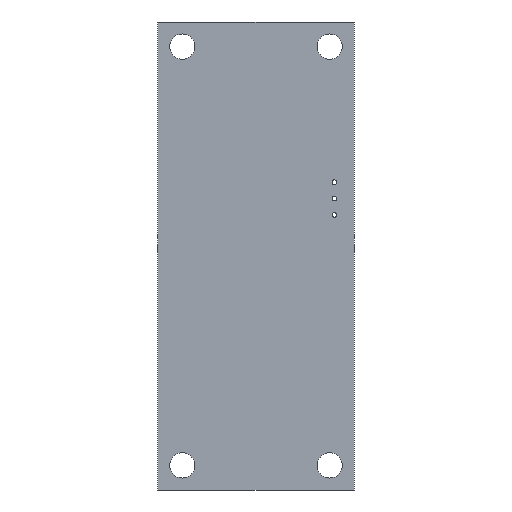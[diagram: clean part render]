
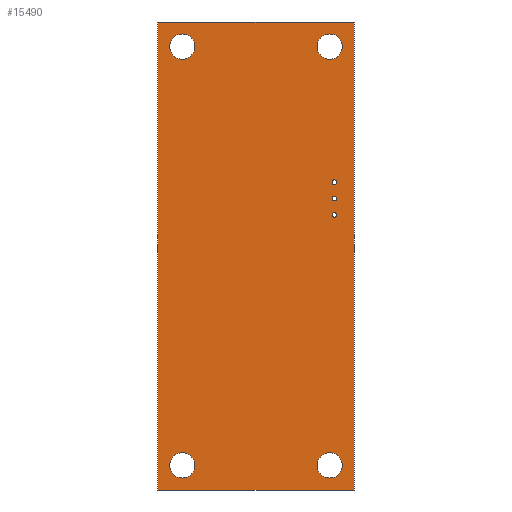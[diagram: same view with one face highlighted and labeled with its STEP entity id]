
A CAD part, front view. The second image highlights one B-rep face of the part: STEP entity #15490.
In plain terms, the highlighted planar face has unit normal (0, -1, 0).
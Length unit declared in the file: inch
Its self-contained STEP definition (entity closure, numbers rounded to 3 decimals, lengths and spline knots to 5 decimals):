
#15300=CARTESIAN_POINT('',(0.42,0.,1.));
#15301=VERTEX_POINT('',#15300);
#15302=CARTESIAN_POINT('',(0.42,0.,-1.));
#15303=VERTEX_POINT('',#15302);
#15304=CARTESIAN_POINT('',(0.42,0.,1.));
#15305=DIRECTION('',(-0.,0.,-1.));
#15306=VECTOR('',#15305,2.);
#15307=LINE('',#15304,#15306);
#15308=EDGE_CURVE('',#15301,#15303,#15307,.T.);
#15339=CARTESIAN_POINT('',(-0.42,0.,-1.));
#15340=VERTEX_POINT('',#15339);
#15341=CARTESIAN_POINT('',(0.42,0.,-1.));
#15342=DIRECTION('',(-1.,0.,0.));
#15343=VECTOR('',#15342,0.84);
#15344=LINE('',#15341,#15343);
#15345=EDGE_CURVE('',#15303,#15340,#15344,.T.);
#15364=CARTESIAN_POINT('',(-0.42,0.,1.));
#15365=VERTEX_POINT('',#15364);
#15366=CARTESIAN_POINT('',(-0.42,0.,-1.));
#15367=DIRECTION('',(0.,0.,1.));
#15368=VECTOR('',#15367,2.);
#15369=LINE('',#15366,#15368);
#15370=EDGE_CURVE('',#15340,#15365,#15369,.T.);
#15389=CARTESIAN_POINT('',(-0.42,0.,1.));
#15390=DIRECTION('',(1.,0.,-0.));
#15391=VECTOR('',#15390,0.84);
#15392=LINE('',#15389,#15391);
#15393=EDGE_CURVE('',#15365,#15301,#15392,.T.);
#15402=CARTESIAN_POINT('',(0.,0.,0.));
#15403=DIRECTION('',(0.,1.,0.));
#15404=DIRECTION('',(0.,0.,1.));
#15405=AXIS2_PLACEMENT_3D('',#15402,#15403,#15404);
#15406=PLANE('',#15405);
#15407=CARTESIAN_POINT('',(0.335,-0.,0.32534));
#15408=VERTEX_POINT('',#15407);
#15409=CARTESIAN_POINT('',(0.335,0.,0.31534));
#15410=DIRECTION('',(0.,1.,0.));
#15411=DIRECTION('',(0.,-0.,1.));
#15412=AXIS2_PLACEMENT_3D('',#15409,#15410,#15411);
#15413=CIRCLE('',#15412,0.01);
#15414=EDGE_CURVE('',#15408,#15408,#15413,.T.);
#15415=ORIENTED_EDGE('',*,*,#15414,.T.);
#15416=EDGE_LOOP('',(#15415));
#15417=FACE_BOUND('',#15416,.T.);
#15418=CARTESIAN_POINT('',(0.335,-0.,0.25534));
#15419=VERTEX_POINT('',#15418);
#15420=CARTESIAN_POINT('',(0.335,0.,0.24534));
#15421=DIRECTION('',(0.,1.,0.));
#15422=DIRECTION('',(0.,-0.,1.));
#15423=AXIS2_PLACEMENT_3D('',#15420,#15421,#15422);
#15424=CIRCLE('',#15423,0.01);
#15425=EDGE_CURVE('',#15419,#15419,#15424,.T.);
#15426=ORIENTED_EDGE('',*,*,#15425,.T.);
#15427=EDGE_LOOP('',(#15426));
#15428=FACE_BOUND('',#15427,.T.);
#15429=CARTESIAN_POINT('',(0.335,-0.,0.18534));
#15430=VERTEX_POINT('',#15429);
#15431=CARTESIAN_POINT('',(0.335,0.,0.17534));
#15432=DIRECTION('',(0.,1.,0.));
#15433=DIRECTION('',(0.,-0.,1.));
#15434=AXIS2_PLACEMENT_3D('',#15431,#15432,#15433);
#15435=CIRCLE('',#15434,0.01);
#15436=EDGE_CURVE('',#15430,#15430,#15435,.T.);
#15437=ORIENTED_EDGE('',*,*,#15436,.T.);
#15438=EDGE_LOOP('',(#15437));
#15439=FACE_BOUND('',#15438,.T.);
#15440=CARTESIAN_POINT('',(-0.315,-0.,-0.841));
#15441=VERTEX_POINT('',#15440);
#15442=CARTESIAN_POINT('',(-0.315,0.,-0.895));
#15443=DIRECTION('',(0.,1.,0.));
#15444=DIRECTION('',(0.,-0.,1.));
#15445=AXIS2_PLACEMENT_3D('',#15442,#15443,#15444);
#15446=CIRCLE('',#15445,0.054);
#15447=EDGE_CURVE('',#15441,#15441,#15446,.T.);
#15448=ORIENTED_EDGE('',*,*,#15447,.T.);
#15449=EDGE_LOOP('',(#15448));
#15450=FACE_BOUND('',#15449,.T.);
#15451=CARTESIAN_POINT('',(0.315,-0.,-0.841));
#15452=VERTEX_POINT('',#15451);
#15453=CARTESIAN_POINT('',(0.315,0.,-0.895));
#15454=DIRECTION('',(0.,1.,0.));
#15455=DIRECTION('',(0.,-0.,1.));
#15456=AXIS2_PLACEMENT_3D('',#15453,#15454,#15455);
#15457=CIRCLE('',#15456,0.054);
#15458=EDGE_CURVE('',#15452,#15452,#15457,.T.);
#15459=ORIENTED_EDGE('',*,*,#15458,.T.);
#15460=EDGE_LOOP('',(#15459));
#15461=FACE_BOUND('',#15460,.T.);
#15462=CARTESIAN_POINT('',(0.315,-0.,0.949));
#15463=VERTEX_POINT('',#15462);
#15464=CARTESIAN_POINT('',(0.315,0.,0.895));
#15465=DIRECTION('',(0.,1.,0.));
#15466=DIRECTION('',(0.,-0.,1.));
#15467=AXIS2_PLACEMENT_3D('',#15464,#15465,#15466);
#15468=CIRCLE('',#15467,0.054);
#15469=EDGE_CURVE('',#15463,#15463,#15468,.T.);
#15470=ORIENTED_EDGE('',*,*,#15469,.T.);
#15471=EDGE_LOOP('',(#15470));
#15472=FACE_BOUND('',#15471,.T.);
#15473=CARTESIAN_POINT('',(-0.315,-0.,0.949));
#15474=VERTEX_POINT('',#15473);
#15475=CARTESIAN_POINT('',(-0.315,0.,0.895));
#15476=DIRECTION('',(0.,1.,0.));
#15477=DIRECTION('',(0.,-0.,1.));
#15478=AXIS2_PLACEMENT_3D('',#15475,#15476,#15477);
#15479=CIRCLE('',#15478,0.054);
#15480=EDGE_CURVE('',#15474,#15474,#15479,.T.);
#15481=ORIENTED_EDGE('',*,*,#15480,.T.);
#15482=EDGE_LOOP('',(#15481));
#15483=FACE_BOUND('',#15482,.T.);
#15484=ORIENTED_EDGE('',*,*,#15308,.F.);
#15485=ORIENTED_EDGE('',*,*,#15393,.F.);
#15486=ORIENTED_EDGE('',*,*,#15370,.F.);
#15487=ORIENTED_EDGE('',*,*,#15345,.F.);
#15488=EDGE_LOOP('',(#15484,#15485,#15486,#15487));
#15489=FACE_BOUND('',#15488,.T.);
#15490=ADVANCED_FACE('',(#15417,#15428,#15439,#15450,#15461,#15472,#15483,#15489),#15406,.F.);
